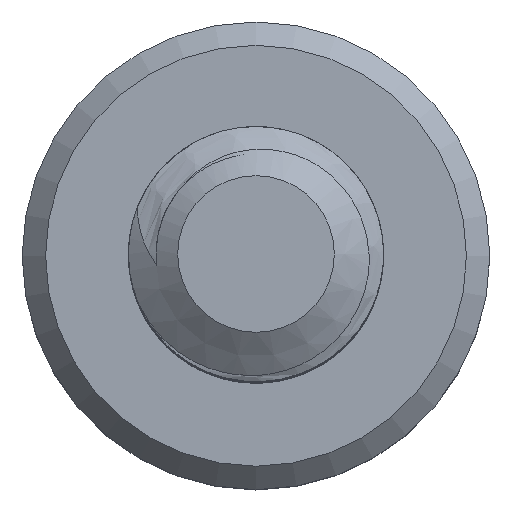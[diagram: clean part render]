
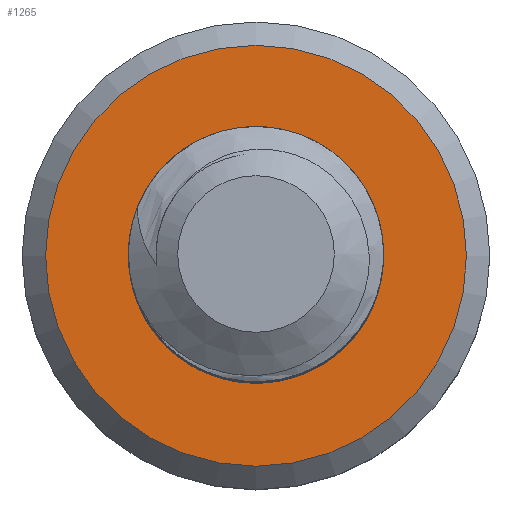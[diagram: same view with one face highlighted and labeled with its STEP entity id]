
A CAD part, top view. The second image highlights one B-rep face of the part: STEP entity #1265.
In plain terms, the highlighted planar face has unit normal (0, 0, 1).
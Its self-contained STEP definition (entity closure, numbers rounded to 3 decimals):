
#16=FACE_BOUND('',#177,.T.);
#19=PLANE('',#1376);
#103=FACE_OUTER_BOUND('',#176,.T.);
#176=EDGE_LOOP('',(#1109,#1110));
#177=EDGE_LOOP('',(#1111,#1112,#1113,#1114));
#190=CIRCLE('',#1299,1.5);
#195=CIRCLE('',#1352,2.475);
#196=CIRCLE('',#1353,2.475);
#205=CIRCLE('',#1367,1.175);
#313=B_SPLINE_CURVE_WITH_KNOTS('',3,(#10687,#10688,#10689,#10690,#10691,
#10692,#10693,#10694,#10695,#10696,#10697,#10698,#10699,#10700,#10701,#10702,
#10703,#10704,#10705,#10706,#10707,#10708,#10709,#10710,#10711,#10712,#10713,
#10714,#10715,#10716,#10717,#10718,#10719,#10720,#10721,#10722,#10723,#10724,
#10725,#10726),.UNSPECIFIED.,.F.,.F.,(4,3,3,3,3,3,3,3,3,3,3,3,3,4),(0.,
0.033,0.065,0.099,0.115,
0.133,0.16,0.17,0.233,
0.276,0.321,0.342,0.344,
0.411),.UNSPECIFIED.);
#314=B_SPLINE_CURVE_WITH_KNOTS('',3,(#11377,#11378,#11379,#11380,#11381,
#11382,#11383,#11384,#11385,#11386,#11387,#11388,#11389,#11390,#11391,#11392,
#11393,#11394,#11395,#11396,#11397,#11398,#11399,#11400,#11401,#11402,#11403,
#11404,#11405,#11406,#11407,#11408,#11409,#11410,#11411,#11412,#11413,#11414,
#11415,#11416,#11417,#11418,#11419),.UNSPECIFIED.,.F.,.F.,(4,3,3,3,3,3,
3,3,3,3,3,3,3,3,4),(0.,0.054,0.092,0.109,
0.125,0.153,0.174,0.211,
0.241,0.261,0.273,0.282,
0.32,0.328,0.391),.UNSPECIFIED.);
#445=VERTEX_POINT('',#1642);
#446=VERTEX_POINT('',#1662);
#546=VERTEX_POINT('',#9847);
#547=VERTEX_POINT('',#9849);
#558=VERTEX_POINT('',#9994);
#559=VERTEX_POINT('',#10017);
#572=EDGE_CURVE('',#445,#446,#190,.T.);
#720=EDGE_CURVE('',#547,#546,#195,.T.);
#721=EDGE_CURVE('',#546,#547,#196,.T.);
#738=EDGE_CURVE('',#559,#558,#205,.T.);
#741=EDGE_CURVE('',#558,#446,#313,.T.);
#742=EDGE_CURVE('',#445,#559,#314,.T.);
#1109=ORIENTED_EDGE('',*,*,#720,.T.);
#1110=ORIENTED_EDGE('',*,*,#721,.T.);
#1111=ORIENTED_EDGE('',*,*,#572,.F.);
#1112=ORIENTED_EDGE('',*,*,#742,.T.);
#1113=ORIENTED_EDGE('',*,*,#738,.T.);
#1114=ORIENTED_EDGE('',*,*,#741,.T.);
#1265=ADVANCED_FACE('',(#103,#16),#19,.F.);
#1299=AXIS2_PLACEMENT_3D('',#1663,#1394,#1395);
#1352=AXIS2_PLACEMENT_3D('',#9850,#1548,#1549);
#1353=AXIS2_PLACEMENT_3D('',#9851,#1550,#1551);
#1367=AXIS2_PLACEMENT_3D('',#10018,#1581,#1582);
#1376=AXIS2_PLACEMENT_3D('',#11431,#1599,#1600);
#1394=DIRECTION('center_axis',(0.,0.,1.));
#1395=DIRECTION('ref_axis',(1.,0.,0.));
#1548=DIRECTION('center_axis',(0.,0.,1.));
#1549=DIRECTION('ref_axis',(-1.,0.,0.));
#1550=DIRECTION('center_axis',(0.,0.,1.));
#1551=DIRECTION('ref_axis',(-1.,0.,0.));
#1581=DIRECTION('center_axis',(0.,0.,-1.));
#1582=DIRECTION('ref_axis',(1.,0.,0.));
#1599=DIRECTION('center_axis',(0.,0.,-1.));
#1600=DIRECTION('ref_axis',(-1.,0.,0.));
#1642=CARTESIAN_POINT('',(0.,1.5,-12.));
#1662=CARTESIAN_POINT('',(-1.051,1.07,-12.));
#1663=CARTESIAN_POINT('Origin',(0.,0.,-12.));
#9847=CARTESIAN_POINT('',(2.475,0.,-12.));
#9849=CARTESIAN_POINT('',(-2.475,0.,-12.));
#9850=CARTESIAN_POINT('Origin',(0.,0.,-12.));
#9851=CARTESIAN_POINT('Origin',(0.,0.,-12.));
#9994=CARTESIAN_POINT('',(0.,-1.175,-12.));
#10017=CARTESIAN_POINT('',(0.823,-0.839,-12.));
#10018=CARTESIAN_POINT('Origin',(0.,0.,-12.));
#10687=CARTESIAN_POINT('Ctrl Pts',(0.,-1.175,
-12.));
#10688=CARTESIAN_POINT('Ctrl Pts',(-0.109,-1.187,
-12.));
#10689=CARTESIAN_POINT('Ctrl Pts',(-0.219,-1.184,
-12.));
#10690=CARTESIAN_POINT('Ctrl Pts',(-0.328,-1.167,
-12.));
#10691=CARTESIAN_POINT('Ctrl Pts',(-0.434,-1.15,
-12.));
#10692=CARTESIAN_POINT('Ctrl Pts',(-0.538,-1.119,
-12.));
#10693=CARTESIAN_POINT('Ctrl Pts',(-0.636,-1.075,
-12.));
#10694=CARTESIAN_POINT('Ctrl Pts',(-0.739,-1.029,
-12.));
#10695=CARTESIAN_POINT('Ctrl Pts',(-0.836,-0.969,
-12.));
#10696=CARTESIAN_POINT('Ctrl Pts',(-0.923,-0.897,
-12.));
#10697=CARTESIAN_POINT('Ctrl Pts',(-0.963,-0.864,
-12.));
#10698=CARTESIAN_POINT('Ctrl Pts',(-1.001,-0.827,
-12.));
#10699=CARTESIAN_POINT('Ctrl Pts',(-1.035,-0.791,
-12.));
#10700=CARTESIAN_POINT('Ctrl Pts',(-1.076,-0.748,-12.));
#10701=CARTESIAN_POINT('Ctrl Pts',(-1.112,-0.704,
-12.));
#10702=CARTESIAN_POINT('Ctrl Pts',(-1.143,-0.66,
-12.));
#10703=CARTESIAN_POINT('Ctrl Pts',(-1.187,-0.597,
-12.));
#10704=CARTESIAN_POINT('Ctrl Pts',(-1.224,-0.535,
-12.));
#10705=CARTESIAN_POINT('Ctrl Pts',(-1.252,-0.477,
-12.));
#10706=CARTESIAN_POINT('Ctrl Pts',(-1.264,-0.455,
-12.));
#10707=CARTESIAN_POINT('Ctrl Pts',(-1.274,-0.434,
-12.));
#10708=CARTESIAN_POINT('Ctrl Pts',(-1.283,-0.412,
-12.));
#10709=CARTESIAN_POINT('Ctrl Pts',(-1.34,-0.282,
-12.));
#10710=CARTESIAN_POINT('Ctrl Pts',(-1.377,-0.143,
-12.));
#10711=CARTESIAN_POINT('Ctrl Pts',(-1.392,-0.001,
-12.));
#10712=CARTESIAN_POINT('Ctrl Pts',(-1.402,0.097,
-12.));
#10713=CARTESIAN_POINT('Ctrl Pts',(-1.402,0.197,
-12.));
#10714=CARTESIAN_POINT('Ctrl Pts',(-1.391,0.296,
-12.));
#10715=CARTESIAN_POINT('Ctrl Pts',(-1.38,0.395,
-12.));
#10716=CARTESIAN_POINT('Ctrl Pts',(-1.358,0.494,
-12.));
#10717=CARTESIAN_POINT('Ctrl Pts',(-1.325,0.589,
-12.));
#10718=CARTESIAN_POINT('Ctrl Pts',(-1.31,0.635,
-12.));
#10719=CARTESIAN_POINT('Ctrl Pts',(-1.292,0.679,
-12.));
#10720=CARTESIAN_POINT('Ctrl Pts',(-1.273,0.722,
-12.));
#10721=CARTESIAN_POINT('Ctrl Pts',(-1.271,0.725,-12.));
#10722=CARTESIAN_POINT('Ctrl Pts',(-1.269,0.729,-12.));
#10723=CARTESIAN_POINT('Ctrl Pts',(-1.268,0.732,
-12.));
#10724=CARTESIAN_POINT('Ctrl Pts',(-1.206,0.863,
-12.));
#10725=CARTESIAN_POINT('Ctrl Pts',(-1.13,0.977,
-12.));
#10726=CARTESIAN_POINT('Ctrl Pts',(-1.051,1.07,-12.));
#11377=CARTESIAN_POINT('Ctrl Pts',(0.,1.5,
-12.));
#11378=CARTESIAN_POINT('Ctrl Pts',(0.179,1.485,-12.));
#11379=CARTESIAN_POINT('Ctrl Pts',(0.355,1.436,-12.));
#11380=CARTESIAN_POINT('Ctrl Pts',(0.516,1.356,-12.));
#11381=CARTESIAN_POINT('Ctrl Pts',(0.629,1.3,-12.));
#11382=CARTESIAN_POINT('Ctrl Pts',(0.734,1.228,-12.));
#11383=CARTESIAN_POINT('Ctrl Pts',(0.828,1.145,-12.));
#11384=CARTESIAN_POINT('Ctrl Pts',(0.87,1.108,-12.));
#11385=CARTESIAN_POINT('Ctrl Pts',(0.909,1.068,-12.));
#11386=CARTESIAN_POINT('Ctrl Pts',(0.946,1.027,-12.));
#11387=CARTESIAN_POINT('Ctrl Pts',(0.981,0.987,
-12.));
#11388=CARTESIAN_POINT('Ctrl Pts',(1.014,0.946,-12.));
#11389=CARTESIAN_POINT('Ctrl Pts',(1.044,0.904,-12.));
#11390=CARTESIAN_POINT('Ctrl Pts',(1.096,0.83,-12.));
#11391=CARTESIAN_POINT('Ctrl Pts',(1.139,0.754,-12.));
#11392=CARTESIAN_POINT('Ctrl Pts',(1.174,0.678,-12.));
#11393=CARTESIAN_POINT('Ctrl Pts',(1.2,0.621,-12.));
#11394=CARTESIAN_POINT('Ctrl Pts',(1.221,0.565,-12.));
#11395=CARTESIAN_POINT('Ctrl Pts',(1.238,0.508,-12.));
#11396=CARTESIAN_POINT('Ctrl Pts',(1.268,0.407,-12.));
#11397=CARTESIAN_POINT('Ctrl Pts',(1.286,0.302,-12.));
#11398=CARTESIAN_POINT('Ctrl Pts',(1.29,0.197,-12.));
#11399=CARTESIAN_POINT('Ctrl Pts',(1.294,0.109,-12.));
#11400=CARTESIAN_POINT('Ctrl Pts',(1.289,0.02,-12.));
#11401=CARTESIAN_POINT('Ctrl Pts',(1.274,-0.067,
-12.));
#11402=CARTESIAN_POINT('Ctrl Pts',(1.265,-0.124,
-12.));
#11403=CARTESIAN_POINT('Ctrl Pts',(1.252,-0.179,-12.));
#11404=CARTESIAN_POINT('Ctrl Pts',(1.235,-0.234,
-12.));
#11405=CARTESIAN_POINT('Ctrl Pts',(1.225,-0.266,-12.));
#11406=CARTESIAN_POINT('Ctrl Pts',(1.214,-0.298,-12.));
#11407=CARTESIAN_POINT('Ctrl Pts',(1.201,-0.329,
-12.));
#11408=CARTESIAN_POINT('Ctrl Pts',(1.192,-0.353,
-12.));
#11409=CARTESIAN_POINT('Ctrl Pts',(1.182,-0.376,
-12.));
#11410=CARTESIAN_POINT('Ctrl Pts',(1.172,-0.397,
-12.));
#11411=CARTESIAN_POINT('Ctrl Pts',(1.129,-0.488,
-12.));
#11412=CARTESIAN_POINT('Ctrl Pts',(1.084,-0.557,-12.));
#11413=CARTESIAN_POINT('Ctrl Pts',(1.049,-0.606,
-12.));
#11414=CARTESIAN_POINT('Ctrl Pts',(1.041,-0.616,
-12.));
#11415=CARTESIAN_POINT('Ctrl Pts',(1.034,-0.626,
-12.));
#11416=CARTESIAN_POINT('Ctrl Pts',(1.027,-0.635,
-12.));
#11417=CARTESIAN_POINT('Ctrl Pts',(0.968,-0.711,
-12.));
#11418=CARTESIAN_POINT('Ctrl Pts',(0.9,-0.78,
-12.));
#11419=CARTESIAN_POINT('Ctrl Pts',(0.823,-0.839,
-12.));
#11431=CARTESIAN_POINT('Origin',(0.,0.,-12.));
